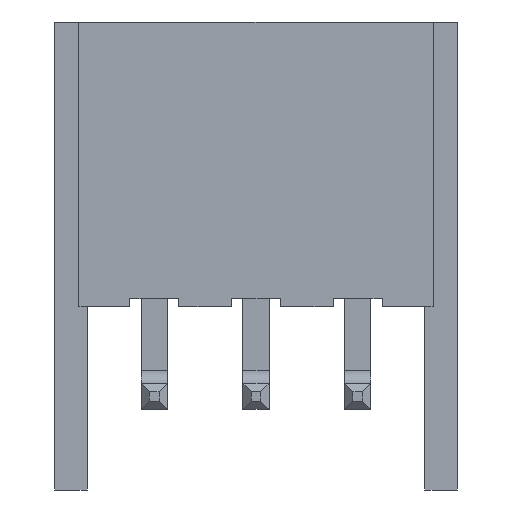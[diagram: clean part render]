
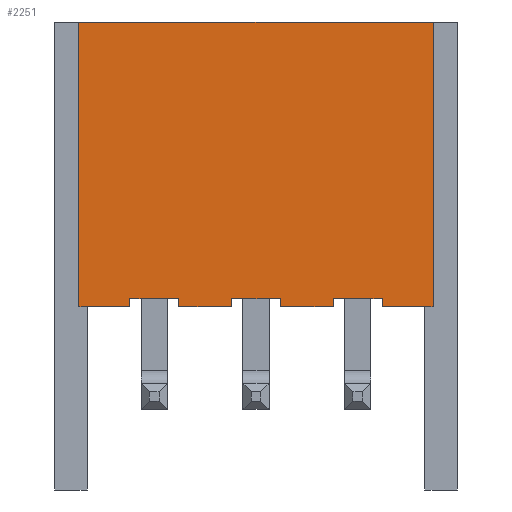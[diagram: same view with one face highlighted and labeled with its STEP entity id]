
A CAD part, front view. The second image highlights one B-rep face of the part: STEP entity #2251.
In plain terms, the highlighted planar face has unit normal (0, -1, 0).
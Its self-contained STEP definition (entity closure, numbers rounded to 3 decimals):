
#117=FACE_OUTER_BOUND('',#244,.T.);
#244=EDGE_LOOP('',(#1728,#1729,#1730,#1731,#1732,#1733,#1734,#1735,#1736,
#1737,#1738,#1739,#1740,#1741,#1742,#1743,#1744,#1745));
#369=LINE('',#3191,#667);
#396=LINE('',#3250,#694);
#408=LINE('',#3274,#706);
#429=LINE('',#3323,#727);
#432=LINE('',#3328,#730);
#438=LINE('',#3339,#736);
#439=LINE('',#3342,#737);
#449=LINE('',#3363,#747);
#452=LINE('',#3368,#750);
#458=LINE('',#3379,#756);
#459=LINE('',#3382,#757);
#469=LINE('',#3402,#767);
#471=LINE('',#3406,#769);
#477=LINE('',#3418,#775);
#479=LINE('',#3422,#777);
#480=LINE('',#3424,#778);
#481=LINE('',#3425,#779);
#482=LINE('',#3426,#780);
#667=VECTOR('',#2564,10.);
#694=VECTOR('',#2617,10.);
#706=VECTOR('',#2637,10.);
#727=VECTOR('',#2684,10.);
#730=VECTOR('',#2689,10.);
#736=VECTOR('',#2697,10.);
#737=VECTOR('',#2700,10.);
#747=VECTOR('',#2720,10.);
#750=VECTOR('',#2725,10.);
#756=VECTOR('',#2733,10.);
#757=VECTOR('',#2736,10.);
#767=VECTOR('',#2756,10.);
#769=VECTOR('',#2760,10.);
#775=VECTOR('',#2768,10.);
#777=VECTOR('',#2772,10.);
#778=VECTOR('',#2773,10.);
#779=VECTOR('',#2774,10.);
#780=VECTOR('',#2775,10.);
#959=VERTEX_POINT('',#3184);
#962=VERTEX_POINT('',#3189);
#980=VERTEX_POINT('',#3247);
#981=VERTEX_POINT('',#3249);
#989=VERTEX_POINT('',#3273);
#1003=VERTEX_POINT('',#3321);
#1004=VERTEX_POINT('',#3322);
#1005=VERTEX_POINT('',#3327);
#1010=VERTEX_POINT('',#3341);
#1015=VERTEX_POINT('',#3361);
#1016=VERTEX_POINT('',#3362);
#1017=VERTEX_POINT('',#3367);
#1022=VERTEX_POINT('',#3381);
#1027=VERTEX_POINT('',#3401);
#1028=VERTEX_POINT('',#3405);
#1033=VERTEX_POINT('',#3417);
#1034=VERTEX_POINT('',#3421);
#1035=VERTEX_POINT('',#3423);
#1177=EDGE_CURVE('',#962,#959,#369,.T.);
#1206=EDGE_CURVE('',#980,#981,#396,.T.);
#1218=EDGE_CURVE('',#981,#989,#408,.T.);
#1243=EDGE_CURVE('',#1003,#1004,#429,.T.);
#1246=EDGE_CURVE('',#1004,#1005,#432,.T.);
#1252=EDGE_CURVE('',#1005,#989,#438,.T.);
#1253=EDGE_CURVE('',#1003,#1010,#439,.T.);
#1263=EDGE_CURVE('',#1015,#1016,#449,.T.);
#1266=EDGE_CURVE('',#1016,#1017,#452,.T.);
#1272=EDGE_CURVE('',#1017,#1010,#458,.T.);
#1273=EDGE_CURVE('',#1015,#1022,#459,.T.);
#1283=EDGE_CURVE('',#1027,#1022,#469,.T.);
#1285=EDGE_CURVE('',#1028,#1027,#471,.T.);
#1291=EDGE_CURVE('',#1033,#1028,#477,.T.);
#1293=EDGE_CURVE('',#1034,#980,#479,.T.);
#1294=EDGE_CURVE('',#1035,#1034,#480,.T.);
#1295=EDGE_CURVE('',#1035,#959,#481,.T.);
#1296=EDGE_CURVE('',#1033,#962,#482,.T.);
#1728=ORIENTED_EDGE('',*,*,#1252,.T.);
#1729=ORIENTED_EDGE('',*,*,#1218,.F.);
#1730=ORIENTED_EDGE('',*,*,#1206,.F.);
#1731=ORIENTED_EDGE('',*,*,#1293,.F.);
#1732=ORIENTED_EDGE('',*,*,#1294,.F.);
#1733=ORIENTED_EDGE('',*,*,#1295,.T.);
#1734=ORIENTED_EDGE('',*,*,#1177,.F.);
#1735=ORIENTED_EDGE('',*,*,#1296,.F.);
#1736=ORIENTED_EDGE('',*,*,#1291,.T.);
#1737=ORIENTED_EDGE('',*,*,#1285,.T.);
#1738=ORIENTED_EDGE('',*,*,#1283,.T.);
#1739=ORIENTED_EDGE('',*,*,#1273,.F.);
#1740=ORIENTED_EDGE('',*,*,#1263,.T.);
#1741=ORIENTED_EDGE('',*,*,#1266,.T.);
#1742=ORIENTED_EDGE('',*,*,#1272,.T.);
#1743=ORIENTED_EDGE('',*,*,#1253,.F.);
#1744=ORIENTED_EDGE('',*,*,#1243,.T.);
#1745=ORIENTED_EDGE('',*,*,#1246,.T.);
#2133=PLANE('',#2392);
#2251=ADVANCED_FACE('',(#117),#2133,.F.);
#2392=AXIS2_PLACEMENT_3D('',#3420,#2770,#2771);
#2564=DIRECTION('',(-1.,0.,0.));
#2617=DIRECTION('',(-1.,0.,0.));
#2637=DIRECTION('',(-1.,0.,0.));
#2684=DIRECTION('',(0.,0.,1.));
#2689=DIRECTION('',(1.,0.,0.));
#2697=DIRECTION('',(0.,0.,-1.));
#2700=DIRECTION('',(-1.,0.,0.));
#2720=DIRECTION('',(0.,0.,1.));
#2725=DIRECTION('',(1.,0.,0.));
#2733=DIRECTION('',(0.,0.,-1.));
#2736=DIRECTION('',(-1.,0.,0.));
#2756=DIRECTION('',(0.,0.,-1.));
#2760=DIRECTION('',(1.,0.,0.));
#2768=DIRECTION('',(0.,0.,1.));
#2770=DIRECTION('center_axis',(0.,1.,0.));
#2771=DIRECTION('ref_axis',(1.,0.,0.));
#2772=DIRECTION('',(0.,0.,-1.));
#2773=DIRECTION('',(1.,0.,0.));
#2774=DIRECTION('',(0.,0.,-1.));
#2775=DIRECTION('',(-1.,0.,0.));
#3184=CARTESIAN_POINT('',(-4.35,0.2,-7.));
#3189=CARTESIAN_POINT('',(-4.15,0.2,-7.));
#3191=CARTESIAN_POINT('',(-2.175,0.2,-7.));
#3247=CARTESIAN_POINT('',(4.35,0.2,-7.));
#3249=CARTESIAN_POINT('',(4.15,0.2,-7.));
#3250=CARTESIAN_POINT('',(-2.175,0.2,-7.));
#3273=CARTESIAN_POINT('',(3.1,0.2,-7.));
#3274=CARTESIAN_POINT('',(-2.175,0.2,-7.));
#3321=CARTESIAN_POINT('',(1.9,0.2,-7.));
#3322=CARTESIAN_POINT('',(1.9,0.2,-6.8));
#3323=CARTESIAN_POINT('',(1.9,0.2,-3.4));
#3327=CARTESIAN_POINT('',(3.1,0.2,-6.8));
#3328=CARTESIAN_POINT('',(-0.625,0.2,-6.8));
#3339=CARTESIAN_POINT('',(3.1,0.2,-3.5));
#3341=CARTESIAN_POINT('',(0.6,0.2,-7.));
#3342=CARTESIAN_POINT('',(-2.175,0.2,-7.));
#3361=CARTESIAN_POINT('',(-0.6,0.2,-7.));
#3362=CARTESIAN_POINT('',(-0.6,0.2,-6.8));
#3363=CARTESIAN_POINT('',(-0.6,0.2,-3.4));
#3367=CARTESIAN_POINT('',(0.6,0.2,-6.8));
#3368=CARTESIAN_POINT('',(-1.875,0.2,-6.8));
#3379=CARTESIAN_POINT('',(0.6,0.2,-3.5));
#3381=CARTESIAN_POINT('',(-1.9,0.2,-7.));
#3382=CARTESIAN_POINT('',(-2.175,0.2,-7.));
#3401=CARTESIAN_POINT('',(-1.9,0.2,-6.8));
#3402=CARTESIAN_POINT('',(-1.9,0.2,-3.5));
#3405=CARTESIAN_POINT('',(-3.1,0.2,-6.8));
#3406=CARTESIAN_POINT('',(-3.125,0.2,-6.8));
#3417=CARTESIAN_POINT('',(-3.1,0.2,-7.));
#3418=CARTESIAN_POINT('',(-3.1,0.2,-3.4));
#3420=CARTESIAN_POINT('Origin',(-4.35,0.2,0.));
#3421=CARTESIAN_POINT('',(4.35,0.2,0.));
#3422=CARTESIAN_POINT('',(4.35,0.2,0.));
#3423=CARTESIAN_POINT('',(-4.35,0.2,0.));
#3424=CARTESIAN_POINT('',(-2.175,0.2,0.));
#3425=CARTESIAN_POINT('',(-4.35,0.2,0.));
#3426=CARTESIAN_POINT('',(-2.175,0.2,-7.));
